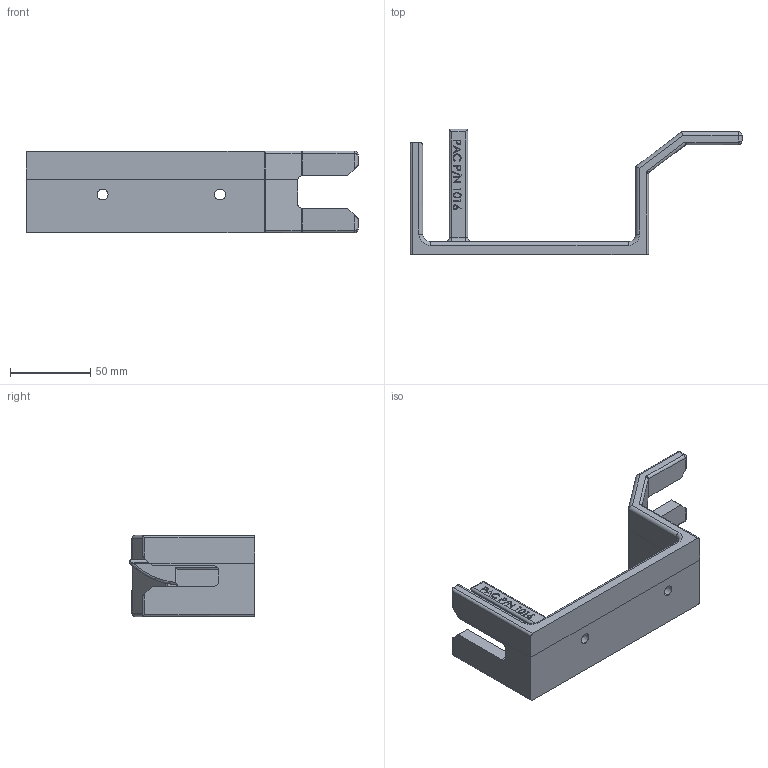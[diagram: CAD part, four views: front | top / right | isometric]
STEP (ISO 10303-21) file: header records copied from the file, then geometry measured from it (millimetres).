
FILE_DESCRIPTION (( 'STEP AP203' ), '1' );
FILE_NAME ('1016.STEP', '2014-07-09T15:20:51', ( 'jgonzalez' ), ( '' ), 'SwSTEP 2.0', 'SolidWorks 2014', '' );
FILE_SCHEMA (( 'CONFIG_CONTROL_DESIGN' ));
Length unit declared in the file: inch
Products named in the file (1): 1016
Bounding box: 206.38 x 77.79 x 50.8 mm (x, y, z)
Volume: 124664.2 mm3; surface area: 44961.8 mm2
Topology: 2 solids, 2 shells, 243 faces, 634 edges, 402 vertices
Faces by surface type: plane 119, cylinder 65, bspline 45, torus 12, sphere 2
Entity records: 10036 total; most frequent: CARTESIAN_POINT 4427, ORIENTED_EDGE 1252, DIRECTION 966, EDGE_CURVE 626, VERTEX_POINT 402, LINE 400, VECTOR 400, AXIS2_PLACEMENT_3D 283
